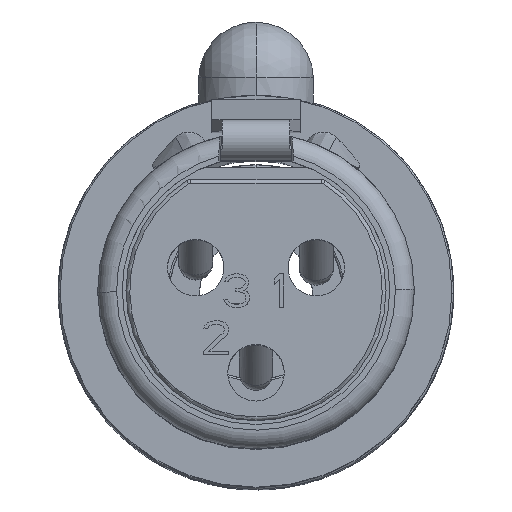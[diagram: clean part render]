
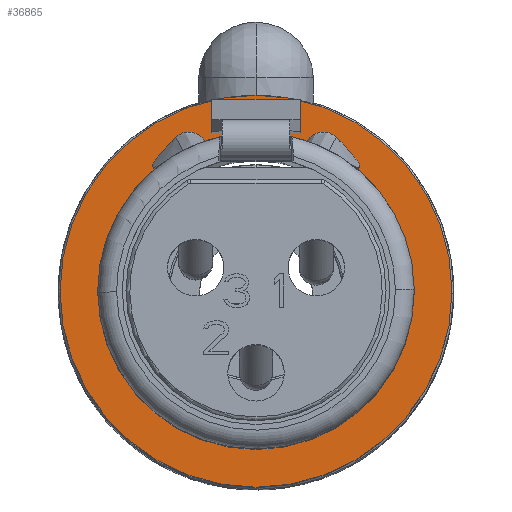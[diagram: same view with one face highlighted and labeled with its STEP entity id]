
A CAD part, top view. The second image highlights one B-rep face of the part: STEP entity #36865.
In plain terms, the highlighted planar face has unit normal (0, 0, 1).
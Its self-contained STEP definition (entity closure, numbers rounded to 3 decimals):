
#75 = EDGE_CURVE ( 'NONE', #23078, #35979, #6258, .T. ) ;
#517 = EDGE_CURVE ( 'NONE', #19989, #2375, #9044, .T. ) ;
#892 = DIRECTION ( 'NONE',  ( -1., 0., 0. ) ) ;
#1148 = CARTESIAN_POINT ( 'NONE',  ( 5.2, 0., -8.6 ) ) ;
#2375 = VERTEX_POINT ( 'NONE', #23550 ) ;
#2751 = FACE_BOUND ( 'NONE', #18495, .T. ) ;
#4472 = CIRCLE ( 'NONE', #24096, 5.2 ) ;
#4732 = PLANE ( 'NONE',  #27334 ) ;
#5343 = DIRECTION ( 'NONE',  ( -1., 0., 0. ) ) ;
#6258 = CIRCLE ( 'NONE', #14137, 5.2 ) ;
#8603 = CARTESIAN_POINT ( 'NONE',  ( 0., 0., -8.6 ) ) ;
#8846 = DIRECTION ( 'NONE',  ( 0., 0., 1. ) ) ;
#8992 = CARTESIAN_POINT ( 'NONE',  ( -4.2, 0., -8.6 ) ) ;
#9044 = CIRCLE ( 'NONE', #35937, 4.2 ) ;
#12773 = CARTESIAN_POINT ( 'NONE',  ( 0., 0., -8.6 ) ) ;
#13731 = CIRCLE ( 'NONE', #36476, 4.2 ) ;
#14137 = AXIS2_PLACEMENT_3D ( 'NONE', #8603, #8846, #14895 ) ;
#14730 = ORIENTED_EDGE ( 'NONE', *, *, #517, .F. ) ;
#14895 = DIRECTION ( 'NONE',  ( -1., 0., 0. ) ) ;
#16186 = ORIENTED_EDGE ( 'NONE', *, *, #22540, .F. ) ;
#16194 = DIRECTION ( 'NONE',  ( 0., 0., 1. ) ) ;
#16688 = EDGE_LOOP ( 'NONE', ( #23728, #16186 ) ) ;
#17520 = FACE_OUTER_BOUND ( 'NONE', #16688, .T. ) ;
#18495 = EDGE_LOOP ( 'NONE', ( #30899, #14730 ) ) ;
#19989 = VERTEX_POINT ( 'NONE', #8992 ) ;
#20088 = CARTESIAN_POINT ( 'NONE',  ( 0., 0., -8.6 ) ) ;
#22540 = EDGE_CURVE ( 'NONE', #23078, #35979, #4472, .T. ) ;
#22615 = EDGE_CURVE ( 'NONE', #19989, #2375, #13731, .T. ) ;
#22794 = DIRECTION ( 'NONE',  ( 0., 0., 1. ) ) ;
#23078 = VERTEX_POINT ( 'NONE', #37302 ) ;
#23550 = CARTESIAN_POINT ( 'NONE',  ( 4.2, 0., -8.6 ) ) ;
#23728 = ORIENTED_EDGE ( 'NONE', *, *, #75, .T. ) ;
#24096 = AXIS2_PLACEMENT_3D ( 'NONE', #36314, #33218, #27551 ) ;
#25148 = DIRECTION ( 'NONE',  ( 0., 1., 0. ) ) ;
#25544 = CARTESIAN_POINT ( 'NONE',  ( 0., 0., -8.6 ) ) ;
#27334 = AXIS2_PLACEMENT_3D ( 'NONE', #25544, #16194, #25148 ) ;
#27551 = DIRECTION ( 'NONE',  ( -1., 0., 0. ) ) ;
#30899 = ORIENTED_EDGE ( 'NONE', *, *, #22615, .T. ) ;
#33218 = DIRECTION ( 'NONE',  ( 0., 0., -1. ) ) ;
#35934 = DIRECTION ( 'NONE',  ( 0., 0., -1. ) ) ;
#35937 = AXIS2_PLACEMENT_3D ( 'NONE', #20088, #22794, #5343 ) ;
#35979 = VERTEX_POINT ( 'NONE', #1148 ) ;
#36314 = CARTESIAN_POINT ( 'NONE',  ( 0., 0., -8.6 ) ) ;
#36476 = AXIS2_PLACEMENT_3D ( 'NONE', #12773, #35934, #892 ) ;
#36865 = ADVANCED_FACE ( 'NONE', ( #17520, #2751 ), #4732, .T. ) ;
#37302 = CARTESIAN_POINT ( 'NONE',  ( -5.2, 0., -8.6 ) ) ;
